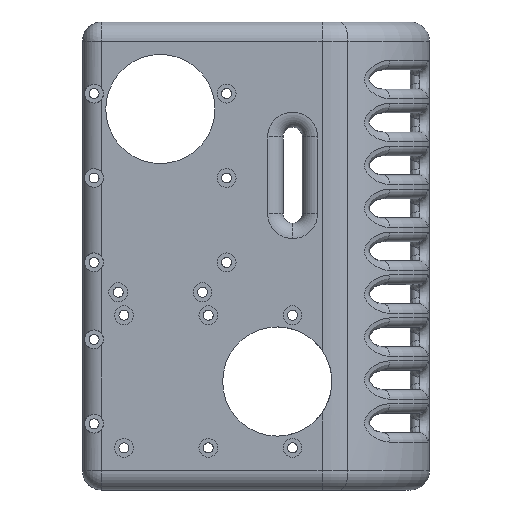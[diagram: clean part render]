
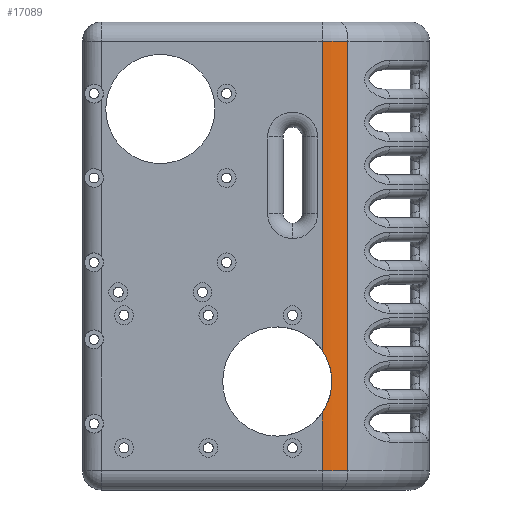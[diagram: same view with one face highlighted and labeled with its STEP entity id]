
A CAD part, left-side view. The second image highlights one B-rep face of the part: STEP entity #17089.
In plain terms, the highlighted cylindrical face has radius 16 mm (diameter 32 mm), a partial arc.
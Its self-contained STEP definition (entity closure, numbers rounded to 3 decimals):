
#455 = B_SPLINE_CURVE_WITH_KNOTS ( 'NONE', 3,
 ( #7052, #6919, #31032, #15809, #37465, #6789, #37067, #19017, #754, #12760, #31436, #628, #22049, #25068, #19411, #3976, #34246, #10110, #31299, #13149, #34388, #22308 ),
 .UNSPECIFIED., .F., .F.,
 ( 4, 2, 2, 2, 2, 2, 2, 2, 2, 2, 4 ),
 ( 0., 0.002, 0.004, 0.005, 0.006, 0.009, 0.01, 0.011, 0.013, 0.015, 0.017 ),
 .UNSPECIFIED. ) ;
#628 = CARTESIAN_POINT ( 'NONE',  ( -91.791, 6.05, -20.65 ) ) ;
#754 = CARTESIAN_POINT ( 'NONE',  ( -91.825, 6.272, -17.77 ) ) ;
#2763 = VECTOR ( 'NONE', #8833, 1000. ) ;
#2851 = VERTEX_POINT ( 'NONE', #21753 ) ;
#3976 = CARTESIAN_POINT ( 'NONE',  ( -91.834, 6.325, -23.178 ) ) ;
#4120 = CARTESIAN_POINT ( 'NONE',  ( -92., 8.629, 68.5 ) ) ;
#6566 = VECTOR ( 'NONE', #8518, 1000. ) ;
#6789 = CARTESIAN_POINT ( 'NONE',  ( -91.872, 6.603, -16.353 ) ) ;
#6919 = CARTESIAN_POINT ( 'NONE',  ( -92., 8.209, -12.723 ) ) ;
#7052 = CARTESIAN_POINT ( 'NONE',  ( -92., 8.629, -12.123 ) ) ;
#7721 = CARTESIAN_POINT ( 'NONE',  ( -92., 8.629, -43.6 ) ) ;
#7971 = DIRECTION ( 'NONE',  ( 0., 0., 1. ) ) ;
#8518 = DIRECTION ( 'NONE',  ( 0., 0., 1. ) ) ;
#8833 = DIRECTION ( 'NONE',  ( 0., 0., -1. ) ) ;
#10110 = CARTESIAN_POINT ( 'NONE',  ( -91.91, 6.922, -25.261 ) ) ;
#10675 = CARTESIAN_POINT ( 'NONE',  ( -90.499, 1.863, 68.5 ) ) ;
#11446 = FACE_OUTER_BOUND ( 'NONE', #20598, .T. ) ;
#11780 = VERTEX_POINT ( 'NONE', #18260 ) ;
#12760 = CARTESIAN_POINT ( 'NONE',  ( -91.8, 6.106, -18.841 ) ) ;
#13149 = CARTESIAN_POINT ( 'NONE',  ( -91.984, 7.839, -27.25 ) ) ;
#14789 = DIRECTION ( 'NONE',  ( 0., 0., -1. ) ) ;
#15172 = DIRECTION ( 'NONE',  ( 0., 1., 0. ) ) ;
#15809 = CARTESIAN_POINT ( 'NONE',  ( -91.939, 7.202, -14.641 ) ) ;
#16574 = CIRCLE ( 'NONE', #19624, 16. ) ;
#16843 = CARTESIAN_POINT ( 'NONE',  ( -76., 8.629, -48.6 ) ) ;
#17089 = ADVANCED_FACE ( 'NONE', ( #11446 ), #20042, .T. ) ;
#17115 = EDGE_CURVE ( 'NONE', #2851, #11780, #37598, .T. ) ;
#18260 = CARTESIAN_POINT ( 'NONE',  ( -92., 8.629, -43.6 ) ) ;
#18292 = EDGE_CURVE ( 'NONE', #26179, #2851, #455, .T. ) ;
#18454 = CARTESIAN_POINT ( 'NONE',  ( -90.499, 1.863, -43.6 ) ) ;
#19017 = CARTESIAN_POINT ( 'NONE',  ( -91.836, 6.34, -17.415 ) ) ;
#19047 = EDGE_CURVE ( 'NONE', #29716, #26179, #33620, .T. ) ;
#19411 = CARTESIAN_POINT ( 'NONE',  ( -91.808, 6.16, -22.105 ) ) ;
#19542 = VECTOR ( 'NONE', #23206, 1000. ) ;
#19624 = AXIS2_PLACEMENT_3D ( 'NONE', #33069, #14789, #15172 ) ;
#19888 = CARTESIAN_POINT ( 'NONE',  ( -76., 8.629, -43.6 ) ) ;
#19935 = DIRECTION ( 'NONE',  ( -1., 0., 0. ) ) ;
#20042 = CYLINDRICAL_SURFACE ( 'NONE', #26968, 16. ) ;
#20149 = DIRECTION ( 'NONE',  ( 0., 0., -1. ) ) ;
#20598 = EDGE_LOOP ( 'NONE', ( #35809, #28238, #27976, #37967, #27457, #23864 ) ) ;
#21753 = CARTESIAN_POINT ( 'NONE',  ( -92., 8.629, -28.477 ) ) ;
#22049 = CARTESIAN_POINT ( 'NONE',  ( -91.793, 6.063, -21.015 ) ) ;
#22226 = LINE ( 'NONE', #26533, #6566 ) ;
#22308 = CARTESIAN_POINT ( 'NONE',  ( -92., 8.629, -28.477 ) ) ;
#23206 = DIRECTION ( 'NONE',  ( 0., 0., -1. ) ) ;
#23864 = ORIENTED_EDGE ( 'NONE', *, *, #19047, .T. ) ;
#25068 = CARTESIAN_POINT ( 'NONE',  ( -91.802, 6.119, -21.744 ) ) ;
#25521 = CIRCLE ( 'NONE', #38443, 16. ) ;
#26179 = VERTEX_POINT ( 'NONE', #29056 ) ;
#26398 = VERTEX_POINT ( 'NONE', #18454 ) ;
#26533 = CARTESIAN_POINT ( 'NONE',  ( -90.499, 1.863, -48.6 ) ) ;
#26968 = AXIS2_PLACEMENT_3D ( 'NONE', #16843, #7971, #19935 ) ;
#27457 = ORIENTED_EDGE ( 'NONE', *, *, #36141, .T. ) ;
#27976 = ORIENTED_EDGE ( 'NONE', *, *, #38178, .F. ) ;
#28238 = ORIENTED_EDGE ( 'NONE', *, *, #17115, .T. ) ;
#29056 = CARTESIAN_POINT ( 'NONE',  ( -92., 8.629, -12.123 ) ) ;
#29716 = VERTEX_POINT ( 'NONE', #4120 ) ;
#31032 = CARTESIAN_POINT ( 'NONE',  ( -91.984, 7.841, -13.347 ) ) ;
#31299 = CARTESIAN_POINT ( 'NONE',  ( -91.939, 7.195, -25.944 ) ) ;
#31436 = CARTESIAN_POINT ( 'NONE',  ( -91.791, 6.051, -19.561 ) ) ;
#33069 = CARTESIAN_POINT ( 'NONE',  ( -76., 8.629, 68.5 ) ) ;
#33335 = VERTEX_POINT ( 'NONE', #10675 ) ;
#33620 = LINE ( 'NONE', #36427, #2763 ) ;
#34246 = CARTESIAN_POINT ( 'NONE',  ( -91.858, 6.488, -23.881 ) ) ;
#34388 = CARTESIAN_POINT ( 'NONE',  ( -92., 8.209, -27.877 ) ) ;
#35809 = ORIENTED_EDGE ( 'NONE', *, *, #18292, .T. ) ;
#36141 = EDGE_CURVE ( 'NONE', #33335, #29716, #16574, .T. ) ;
#36427 = CARTESIAN_POINT ( 'NONE',  ( -92., 8.629, -43.6 ) ) ;
#37067 = CARTESIAN_POINT ( 'NONE',  ( -91.859, 6.506, -16.707 ) ) ;
#37313 = EDGE_CURVE ( 'NONE', #26398, #33335, #22226, .T. ) ;
#37465 = CARTESIAN_POINT ( 'NONE',  ( -91.911, 6.932, -15.311 ) ) ;
#37598 = LINE ( 'NONE', #7721, #19542 ) ;
#37967 = ORIENTED_EDGE ( 'NONE', *, *, #37313, .T. ) ;
#38178 = EDGE_CURVE ( 'NONE', #26398, #11780, #25521, .T. ) ;
#38443 = AXIS2_PLACEMENT_3D ( 'NONE', #19888, #20149, #38445 ) ;
#38445 = DIRECTION ( 'NONE',  ( -1., 0., 0. ) ) ;
